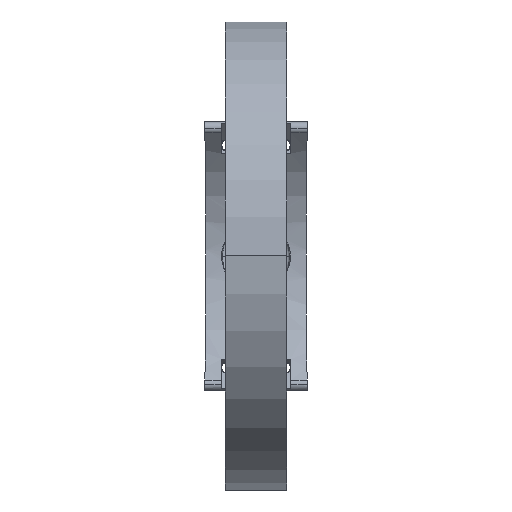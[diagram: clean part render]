
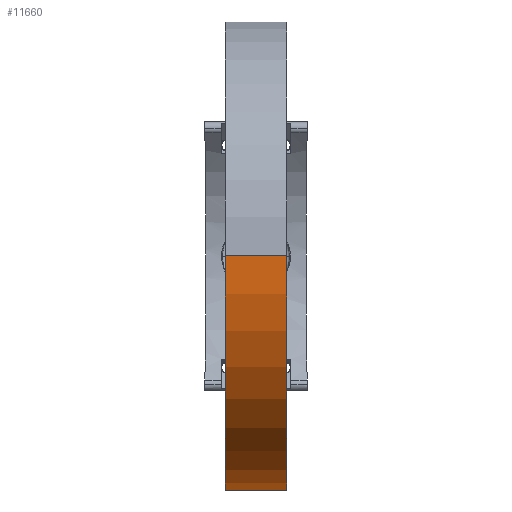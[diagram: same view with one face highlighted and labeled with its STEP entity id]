
A CAD part, top view. The second image highlights one B-rep face of the part: STEP entity #11660.
In plain terms, the highlighted cylindrical face has radius 76 mm (diameter 152 mm), a partial arc.
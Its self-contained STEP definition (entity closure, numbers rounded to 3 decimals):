
#143 = DIRECTION ( 'NONE',  ( 0., 0., -1. ) ) ;
#567 = ORIENTED_EDGE ( 'NONE', *, *, #2097, .T. ) ;
#847 = CARTESIAN_POINT ( 'NONE',  ( 10., 0., 101.449 ) ) ;
#1723 = LINE ( 'NONE', #6081, #6809 ) ;
#2095 = VERTEX_POINT ( 'NONE', #5273 ) ;
#2097 = EDGE_CURVE ( 'NONE', #9806, #2095, #9763, .T. ) ;
#2404 = DIRECTION ( 'NONE',  ( 0., 0., 1. ) ) ;
#3012 = CARTESIAN_POINT ( 'NONE',  ( 10., 0., 101.449 ) ) ;
#3938 = DIRECTION ( 'NONE',  ( -1., 0., 0. ) ) ;
#4273 = ORIENTED_EDGE ( 'NONE', *, *, #6841, .F. ) ;
#4285 = AXIS2_PLACEMENT_3D ( 'NONE', #12774, #8415, #7164 ) ;
#4475 = ORIENTED_EDGE ( 'NONE', *, *, #13697, .T. ) ;
#5273 = CARTESIAN_POINT ( 'NONE',  ( -10., 0., 101.449 ) ) ;
#5465 = CIRCLE ( 'NONE', #4285, 76. ) ;
#5637 = CARTESIAN_POINT ( 'NONE',  ( 10., -56.568, -25.306 ) ) ;
#5655 = AXIS2_PLACEMENT_3D ( 'NONE', #6832, #10146, #2404 ) ;
#5719 = ORIENTED_EDGE ( 'NONE', *, *, #13461, .F. ) ;
#6081 = CARTESIAN_POINT ( 'NONE',  ( 10., -56.568, -25.306 ) ) ;
#6366 = CARTESIAN_POINT ( 'NONE',  ( 10., 0., 25.449 ) ) ;
#6630 = CIRCLE ( 'NONE', #9922, 76. ) ;
#6809 = VECTOR ( 'NONE', #3938, 1000. ) ;
#6832 = CARTESIAN_POINT ( 'NONE',  ( 10., 0., 25.449 ) ) ;
#6841 = EDGE_CURVE ( 'NONE', #10242, #7792, #1723, .T. ) ;
#7164 = DIRECTION ( 'NONE',  ( 0., 0., -1. ) ) ;
#7792 = VERTEX_POINT ( 'NONE', #8366 ) ;
#8366 = CARTESIAN_POINT ( 'NONE',  ( -10., -56.568, -25.306 ) ) ;
#8415 = DIRECTION ( 'NONE',  ( 1., 0., 0. ) ) ;
#9585 = VECTOR ( 'NONE', #13176, 1000. ) ;
#9743 = DIRECTION ( 'NONE',  ( 1., 0., 0. ) ) ;
#9763 = LINE ( 'NONE', #847, #9585 ) ;
#9806 = VERTEX_POINT ( 'NONE', #3012 ) ;
#9922 = AXIS2_PLACEMENT_3D ( 'NONE', #6366, #9743, #143 ) ;
#10146 = DIRECTION ( 'NONE',  ( -1., 0., 0. ) ) ;
#10242 = VERTEX_POINT ( 'NONE', #5637 ) ;
#11258 = FACE_OUTER_BOUND ( 'NONE', #13352, .T. ) ;
#11660 = ADVANCED_FACE ( 'NONE', ( #11258 ), #14587, .T. ) ;
#12774 = CARTESIAN_POINT ( 'NONE',  ( -10., 0., 25.449 ) ) ;
#13176 = DIRECTION ( 'NONE',  ( -1., 0., 0. ) ) ;
#13352 = EDGE_LOOP ( 'NONE', ( #5719, #567, #4475, #4273 ) ) ;
#13461 = EDGE_CURVE ( 'NONE', #9806, #10242, #6630, .T. ) ;
#13697 = EDGE_CURVE ( 'NONE', #2095, #7792, #5465, .T. ) ;
#14587 = CYLINDRICAL_SURFACE ( 'NONE', #5655, 76. ) ;
